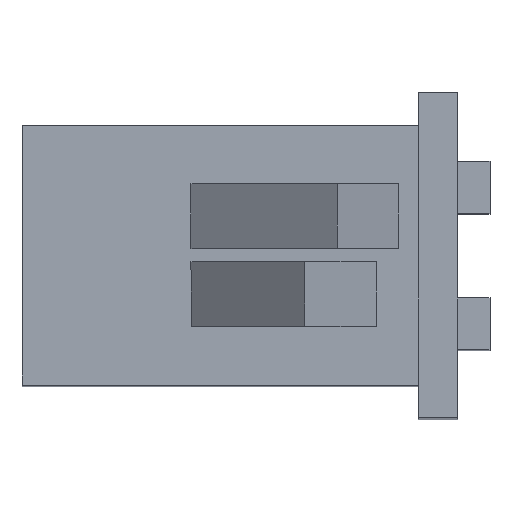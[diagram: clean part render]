
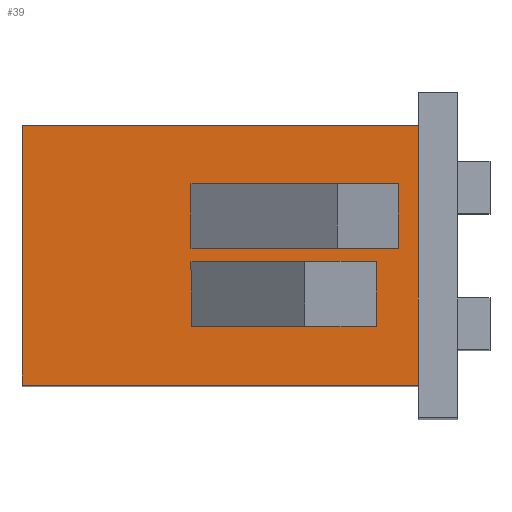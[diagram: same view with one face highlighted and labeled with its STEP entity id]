
A CAD part, top view. The second image highlights one B-rep face of the part: STEP entity #39.
In plain terms, the highlighted planar face has unit normal (0, 0, 1).
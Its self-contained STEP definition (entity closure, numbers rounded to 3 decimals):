
#13 = ORIENTED_EDGE ( 'NONE', *, *, #14, .F. ) ;
#14 = EDGE_CURVE ( 'NONE', #15, #33, #213, .T. ) ;
#15 = VERTEX_POINT ( 'NONE', #209 ) ;
#16 = ORIENTED_EDGE ( 'NONE', *, *, #42, .T. ) ;
#32 = EDGE_CURVE ( 'NONE', #33, #34, #399, .T. ) ;
#33 = VERTEX_POINT ( 'NONE', #395 ) ;
#34 = VERTEX_POINT ( 'NONE', #394 ) ;
#39 = ADVANCED_FACE ( 'NONE', ( #383, #489, #492 ), #667, .F. ) ;
#40 = EDGE_LOOP ( 'NONE', ( #41, #13, #16, #44 ) ) ;
#41 = ORIENTED_EDGE ( 'NONE', *, *, #32, .F. ) ;
#42 = EDGE_CURVE ( 'NONE', #15, #43, #522, .T. ) ;
#43 = VERTEX_POINT ( 'NONE', #504 ) ;
#44 = ORIENTED_EDGE ( 'NONE', *, *, #45, .T. ) ;
#45 = EDGE_CURVE ( 'NONE', #43, #34, #497, .T. ) ;
#46 = EDGE_LOOP ( 'NONE', ( #47, #78, #73, #81 ) ) ;
#47 = ORIENTED_EDGE ( 'NONE', *, *, #98, .T. ) ;
#68 = VERTEX_POINT ( 'NONE', #528 ) ;
#73 = ORIENTED_EDGE ( 'NONE', *, *, #74, .F. ) ;
#74 = EDGE_CURVE ( 'NONE', #75, #80, #523, .T. ) ;
#75 = VERTEX_POINT ( 'NONE', #591 ) ;
#76 = EDGE_LOOP ( 'NONE', ( #83, #143, #146, #115 ) ) ;
#77 = VERTEX_POINT ( 'NONE', #590 ) ;
#78 = ORIENTED_EDGE ( 'NONE', *, *, #79, .F. ) ;
#79 = EDGE_CURVE ( 'NONE', #80, #77, #589, .T. ) ;
#80 = VERTEX_POINT ( 'NONE', #585 ) ;
#81 = ORIENTED_EDGE ( 'NONE', *, *, #82, .T. ) ;
#82 = EDGE_CURVE ( 'NONE', #75, #68, #584, .T. ) ;
#83 = ORIENTED_EDGE ( 'NONE', *, *, #140, .F. ) ;
#98 = EDGE_CURVE ( 'NONE', #68, #77, #550, .T. ) ;
#113 = EDGE_CURVE ( 'NONE', #145, #114, #508, .T. ) ;
#114 = VERTEX_POINT ( 'NONE', #653 ) ;
#115 = ORIENTED_EDGE ( 'NONE', *, *, #116, .F. ) ;
#116 = EDGE_CURVE ( 'NONE', #142, #114, #652, .T. ) ;
#140 = EDGE_CURVE ( 'NONE', #141, #142, #465, .T. ) ;
#141 = VERTEX_POINT ( 'NONE', #460 ) ;
#142 = VERTEX_POINT ( 'NONE', #461 ) ;
#143 = ORIENTED_EDGE ( 'NONE', *, *, #144, .T. ) ;
#144 = EDGE_CURVE ( 'NONE', #141, #145, #624, .T. ) ;
#145 = VERTEX_POINT ( 'NONE', #620 ) ;
#146 = ORIENTED_EDGE ( 'NONE', *, *, #113, .T. ) ;
#209 = CARTESIAN_POINT ( 'NONE',  ( -8.2, -2.2, 17. ) ) ;
#210 = DIRECTION ( 'NONE',  ( 1., 0., 0. ) ) ;
#211 = VECTOR ( 'NONE', #210, 1000. ) ;
#212 = CARTESIAN_POINT ( 'NONE',  ( -8.2, -2.2, 17. ) ) ;
#213 = LINE ( 'NONE', #212, #211 ) ;
#383 = FACE_BOUND ( 'NONE', #40, .T. ) ;
#394 = CARTESIAN_POINT ( 'NONE',  ( -2.5, -0.2, 17. ) ) ;
#395 = CARTESIAN_POINT ( 'NONE',  ( -2.5, -2.2, 17. ) ) ;
#396 = DIRECTION ( 'NONE',  ( 0., 1., 0. ) ) ;
#397 = VECTOR ( 'NONE', #396, 1000. ) ;
#398 = CARTESIAN_POINT ( 'NONE',  ( -2.5, -2.2, 17. ) ) ;
#399 = LINE ( 'NONE', #398, #397 ) ;
#460 = CARTESIAN_POINT ( 'NONE',  ( -1.83, 2.2, 17. ) ) ;
#461 = CARTESIAN_POINT ( 'NONE',  ( -8.2, 2.2, 17. ) ) ;
#462 = DIRECTION ( 'NONE',  ( -1., 0., 0. ) ) ;
#463 = VECTOR ( 'NONE', #462, 1000. ) ;
#464 = CARTESIAN_POINT ( 'NONE',  ( -8.2, 2.2, 17. ) ) ;
#465 = LINE ( 'NONE', #464, #463 ) ;
#489 = FACE_OUTER_BOUND ( 'NONE', #46, .T. ) ;
#490 = DIRECTION ( 'NONE',  ( 0., 0., -1. ) ) ;
#491 = CARTESIAN_POINT ( 'NONE',  ( -13.4, 4., 17. ) ) ;
#492 = FACE_BOUND ( 'NONE', #76, .T. ) ;
#494 = DIRECTION ( 'NONE',  ( 1., 0., 0. ) ) ;
#495 = VECTOR ( 'NONE', #494, 1000. ) ;
#496 = CARTESIAN_POINT ( 'NONE',  ( -8.2, -0.2, 17. ) ) ;
#497 = LINE ( 'NONE', #496, #495 ) ;
#503 = AXIS2_PLACEMENT_3D ( 'NONE', #491, #490, #595 ) ;
#504 = CARTESIAN_POINT ( 'NONE',  ( -8.2, -0.2, 17. ) ) ;
#505 = DIRECTION ( 'NONE',  ( 0., 1., 0. ) ) ;
#506 = VECTOR ( 'NONE', #505, 1000. ) ;
#507 = CARTESIAN_POINT ( 'NONE',  ( -8.2, -2.2, 17. ) ) ;
#508 = LINE ( 'NONE', #513, #655 ) ;
#513 = CARTESIAN_POINT ( 'NONE',  ( -8.2, 0.2, 17. ) ) ;
#522 = LINE ( 'NONE', #507, #506 ) ;
#523 = LINE ( 'NONE', #594, #593 ) ;
#528 = CARTESIAN_POINT ( 'NONE',  ( -1.2, -4., 17. ) ) ;
#547 = DIRECTION ( 'NONE',  ( 0., 1., 0. ) ) ;
#548 = VECTOR ( 'NONE', #547, 1000. ) ;
#549 = CARTESIAN_POINT ( 'NONE',  ( -1.2, 4., 17. ) ) ;
#550 = LINE ( 'NONE', #549, #548 ) ;
#581 = DIRECTION ( 'NONE',  ( 1., 0., 0. ) ) ;
#582 = VECTOR ( 'NONE', #581, 1000. ) ;
#583 = CARTESIAN_POINT ( 'NONE',  ( -13.4, -4., 17. ) ) ;
#584 = LINE ( 'NONE', #583, #582 ) ;
#585 = CARTESIAN_POINT ( 'NONE',  ( -13.4, 4., 17. ) ) ;
#586 = DIRECTION ( 'NONE',  ( 1., 0., 0. ) ) ;
#587 = VECTOR ( 'NONE', #586, 1000. ) ;
#588 = CARTESIAN_POINT ( 'NONE',  ( -13.4, 4., 17. ) ) ;
#589 = LINE ( 'NONE', #588, #587 ) ;
#590 = CARTESIAN_POINT ( 'NONE',  ( -1.2, 4., 17. ) ) ;
#591 = CARTESIAN_POINT ( 'NONE',  ( -13.4, -4., 17. ) ) ;
#592 = DIRECTION ( 'NONE',  ( 0., 1., 0. ) ) ;
#593 = VECTOR ( 'NONE', #592, 1000. ) ;
#594 = CARTESIAN_POINT ( 'NONE',  ( -13.4, 4., 17. ) ) ;
#595 = DIRECTION ( 'NONE',  ( -1., 0., 0. ) ) ;
#620 = CARTESIAN_POINT ( 'NONE',  ( -1.83, 0.2, 17. ) ) ;
#621 = DIRECTION ( 'NONE',  ( 0., -1., 0. ) ) ;
#622 = VECTOR ( 'NONE', #621, 1000. ) ;
#623 = CARTESIAN_POINT ( 'NONE',  ( -1.83, 2.2, 17. ) ) ;
#624 = LINE ( 'NONE', #623, #622 ) ;
#649 = DIRECTION ( 'NONE',  ( 0., -1., 0. ) ) ;
#650 = VECTOR ( 'NONE', #649, 1000. ) ;
#651 = CARTESIAN_POINT ( 'NONE',  ( -8.2, 2.2, 17. ) ) ;
#652 = LINE ( 'NONE', #651, #650 ) ;
#653 = CARTESIAN_POINT ( 'NONE',  ( -8.2, 0.2, 17. ) ) ;
#654 = DIRECTION ( 'NONE',  ( -1., 0., 0. ) ) ;
#655 = VECTOR ( 'NONE', #654, 1000. ) ;
#667 = PLANE ( 'NONE',  #503 ) ;
